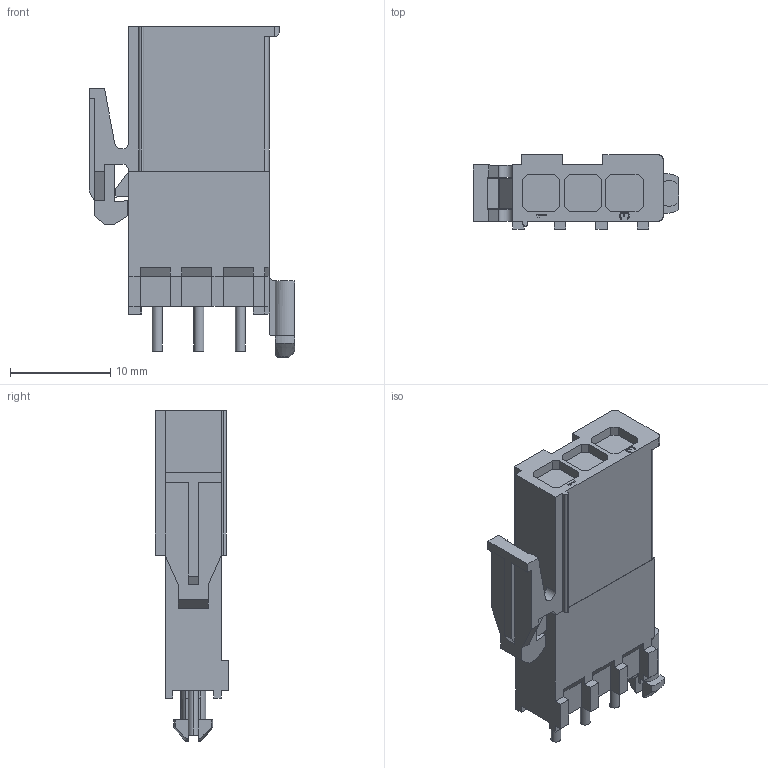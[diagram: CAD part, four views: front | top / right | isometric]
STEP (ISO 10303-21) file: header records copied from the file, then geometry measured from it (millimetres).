
FILE_DESCRIPTION (( 'STEP AP214' ), '1' );
FILE_NAME ('c-1-770873-0-asm.STEP', '2020-03-16T23:31:28', ( '' ), ( '' ), 'SwSTEP 2.0', 'SolidWorks 2019', '' );
FILE_SCHEMA (( 'AUTOMOTIVE_DESIGN' ));
Length unit declared in the file: inch
Products named in the file (3): c-1-770170-0-n-3d; c-172166-1-h-3d; c-1-770873-0-asm
Assembly tree (2 placements, depth 2):
  c-1-770873-0-asm
    c-1-770170-0-n-3d
    c-172166-1-h-3d
Bounding box: 20.43 x 7.36 x 32.97 mm (x, y, z)
Volume: 2412.9 mm3; surface area: 2782 mm2
Topology: 2 solids, 2 shells, 404 faces, 1085 edges, 705 vertices
Faces by surface type: plane 323, cylinder 71, cone 8, bspline 2
Entity records: 12802 total; most frequent: CARTESIAN_POINT 2429, ORIENTED_EDGE 2170, DIRECTION 1920, EDGE_CURVE 1085, VECTOR 956, LINE 956, VERTEX_POINT 705, AXIS2_PLACEMENT_3D 482
